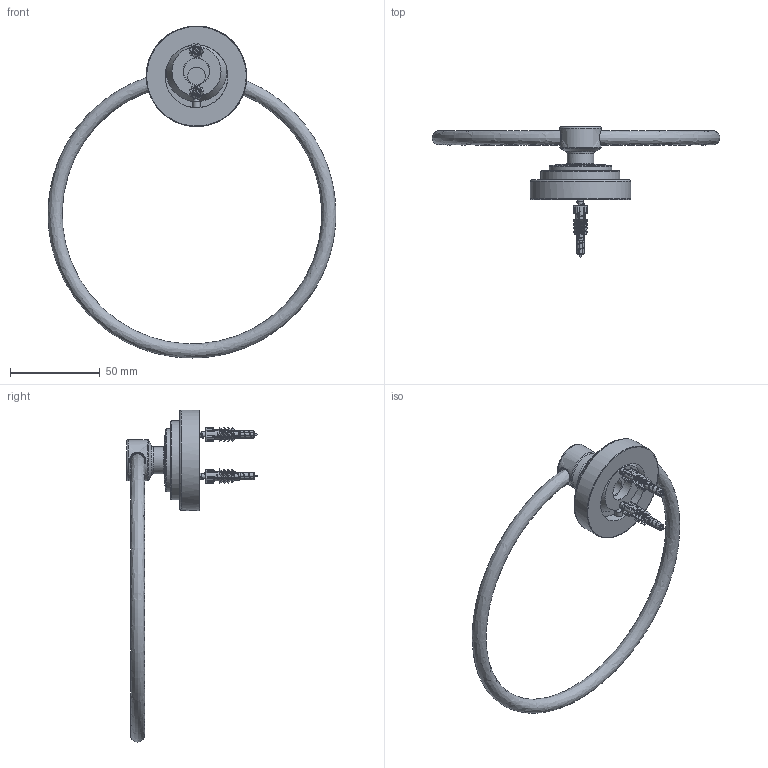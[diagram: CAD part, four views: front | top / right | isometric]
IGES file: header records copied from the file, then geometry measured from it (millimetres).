
Global section: file name: N7698-F; native system: Autodesk Inventor 2018; preprocessor: unknown; author: rclarke; date: 20171129.151708; units: millimetre
Bounding box: 160.28 x 72.6 x 184.9 mm (x, y, z)
Volume: 63320.6 mm3; surface area: 35445.6 mm2
Topology: 12 solids, 12 shells, 585 faces, 1719 edges, 1157 vertices
Faces by surface type: bspline 585
